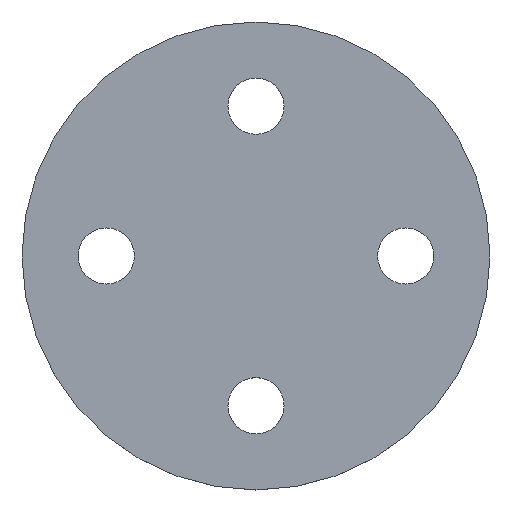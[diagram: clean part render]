
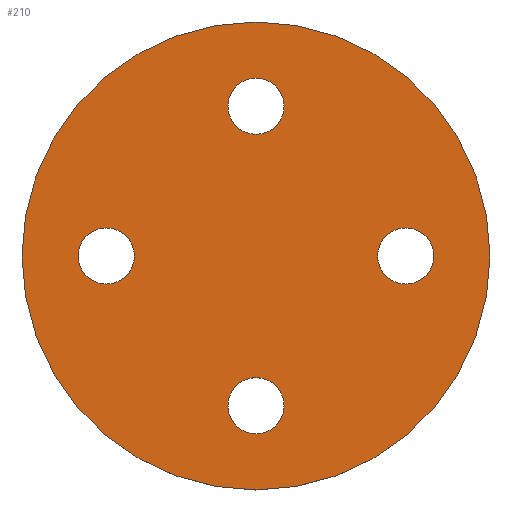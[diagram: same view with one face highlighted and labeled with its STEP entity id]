
A CAD part, top view. The second image highlights one B-rep face of the part: STEP entity #210.
In plain terms, the highlighted planar face has unit normal (0, 0, 1).
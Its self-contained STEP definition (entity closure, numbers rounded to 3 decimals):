
#3 = CARTESIAN_POINT ( 'NONE',  ( -8., 0., 1. ) ) ;
#8 = FACE_BOUND ( 'NONE', #388, .T. ) ;
#9 = CIRCLE ( 'NONE', #59, 1.5 ) ;
#11 = CARTESIAN_POINT ( 'NONE',  ( 0., 0., 1. ) ) ;
#16 = CIRCLE ( 'NONE', #425, 1.5 ) ;
#17 = VERTEX_POINT ( 'NONE', #181 ) ;
#19 = VERTEX_POINT ( 'NONE', #323 ) ;
#24 = ORIENTED_EDGE ( 'NONE', *, *, #396, .F. ) ;
#33 = ORIENTED_EDGE ( 'NONE', *, *, #49, .F. ) ;
#47 = DIRECTION ( 'NONE',  ( 1., 0., 0. ) ) ;
#48 = AXIS2_PLACEMENT_3D ( 'NONE', #184, #254, #397 ) ;
#49 = EDGE_CURVE ( 'NONE', #19, #165, #16, .T. ) ;
#52 = DIRECTION ( 'NONE',  ( 1., 0., 0. ) ) ;
#54 = CARTESIAN_POINT ( 'NONE',  ( 8., 0., 1. ) ) ;
#56 = DIRECTION ( 'NONE',  ( 1., 0., 0. ) ) ;
#59 = AXIS2_PLACEMENT_3D ( 'NONE', #373, #271, #52 ) ;
#64 = VERTEX_POINT ( 'NONE', #264 ) ;
#69 = EDGE_CURVE ( 'NONE', #355, #427, #201, .T. ) ;
#71 = CIRCLE ( 'NONE', #48, 1.5 ) ;
#72 = AXIS2_PLACEMENT_3D ( 'NONE', #172, #164, #56 ) ;
#79 = DIRECTION ( 'NONE',  ( 0., 0., 1. ) ) ;
#86 = CARTESIAN_POINT ( 'NONE',  ( -8., 0., 1. ) ) ;
#93 = AXIS2_PLACEMENT_3D ( 'NONE', #250, #136, #331 ) ;
#99 = ORIENTED_EDGE ( 'NONE', *, *, #102, .F. ) ;
#102 = EDGE_CURVE ( 'NONE', #122, #132, #71, .T. ) ;
#106 = AXIS2_PLACEMENT_3D ( 'NONE', #54, #156, #309 ) ;
#109 = EDGE_CURVE ( 'NONE', #418, #64, #267, .T. ) ;
#122 = VERTEX_POINT ( 'NONE', #175 ) ;
#125 = ORIENTED_EDGE ( 'NONE', *, *, #244, .T. ) ;
#128 = AXIS2_PLACEMENT_3D ( 'NONE', #155, #304, #194 ) ;
#132 = VERTEX_POINT ( 'NONE', #466 ) ;
#136 = DIRECTION ( 'NONE',  ( 0., 0., 1. ) ) ;
#137 = EDGE_CURVE ( 'NONE', #132, #122, #229, .T. ) ;
#145 = AXIS2_PLACEMENT_3D ( 'NONE', #262, #79, #213 ) ;
#147 = FACE_OUTER_BOUND ( 'NONE', #349, .T. ) ;
#155 = CARTESIAN_POINT ( 'NONE',  ( 0., 0., 1. ) ) ;
#156 = DIRECTION ( 'NONE',  ( 0., 0., 1. ) ) ;
#164 = DIRECTION ( 'NONE',  ( 0., 0., 1. ) ) ;
#165 = VERTEX_POINT ( 'NONE', #337 ) ;
#170 = CIRCLE ( 'NONE', #442, 1.5 ) ;
#171 = ORIENTED_EDGE ( 'NONE', *, *, #137, .F. ) ;
#172 = CARTESIAN_POINT ( 'NONE',  ( 0., 8., 1. ) ) ;
#174 = EDGE_LOOP ( 'NONE', ( #296, #33 ) ) ;
#175 = CARTESIAN_POINT ( 'NONE',  ( 1.5, -8., 1. ) ) ;
#176 = EDGE_CURVE ( 'NONE', #203, #17, #9, .T. ) ;
#181 = CARTESIAN_POINT ( 'NONE',  ( 9.5, 0., 1. ) ) ;
#184 = CARTESIAN_POINT ( 'NONE',  ( 0., -8., 1. ) ) ;
#185 = AXIS2_PLACEMENT_3D ( 'NONE', #11, #341, #192 ) ;
#192 = DIRECTION ( 'NONE',  ( 1., 0., 0. ) ) ;
#194 = DIRECTION ( 'NONE',  ( 1., 0., 0. ) ) ;
#201 = CIRCLE ( 'NONE', #145, 1.5 ) ;
#203 = VERTEX_POINT ( 'NONE', #340 ) ;
#210 = ADVANCED_FACE ( 'NONE', ( #8, #306, #416, #445, #147 ), #370, .T. ) ;
#211 = ORIENTED_EDGE ( 'NONE', *, *, #289, .F. ) ;
#213 = DIRECTION ( 'NONE',  ( 1., 0., 0. ) ) ;
#218 = DIRECTION ( 'NONE',  ( 0., 0., 1. ) ) ;
#229 = CIRCLE ( 'NONE', #93, 1.5 ) ;
#230 = EDGE_LOOP ( 'NONE', ( #365, #211 ) ) ;
#231 = DIRECTION ( 'NONE',  ( 0., 0., 1. ) ) ;
#232 = CARTESIAN_POINT ( 'NONE',  ( 12.5, 0., 1. ) ) ;
#236 = CIRCLE ( 'NONE', #128, 12.5 ) ;
#239 = EDGE_LOOP ( 'NONE', ( #171, #99 ) ) ;
#244 = EDGE_CURVE ( 'NONE', #64, #418, #236, .T. ) ;
#250 = CARTESIAN_POINT ( 'NONE',  ( 0., -8., 1. ) ) ;
#254 = DIRECTION ( 'NONE',  ( 0., 0., 1. ) ) ;
#258 = CARTESIAN_POINT ( 'NONE',  ( 0., 0., 1. ) ) ;
#262 = CARTESIAN_POINT ( 'NONE',  ( 0., 8., 1. ) ) ;
#264 = CARTESIAN_POINT ( 'NONE',  ( -12.5, 0., 1. ) ) ;
#267 = CIRCLE ( 'NONE', #446, 12.5 ) ;
#271 = DIRECTION ( 'NONE',  ( 0., 0., 1. ) ) ;
#286 = CIRCLE ( 'NONE', #72, 1.5 ) ;
#289 = EDGE_CURVE ( 'NONE', #17, #203, #459, .T. ) ;
#296 = ORIENTED_EDGE ( 'NONE', *, *, #319, .F. ) ;
#300 = DIRECTION ( 'NONE',  ( 1., 0., 0. ) ) ;
#304 = DIRECTION ( 'NONE',  ( 0., 0., 1. ) ) ;
#306 = FACE_BOUND ( 'NONE', #174, .T. ) ;
#309 = DIRECTION ( 'NONE',  ( 1., 0., 0. ) ) ;
#319 = EDGE_CURVE ( 'NONE', #165, #19, #170, .T. ) ;
#323 = CARTESIAN_POINT ( 'NONE',  ( -6.5, 0., 1. ) ) ;
#324 = DIRECTION ( 'NONE',  ( 0., 0., 1. ) ) ;
#331 = DIRECTION ( 'NONE',  ( 1., 0., 0. ) ) ;
#337 = CARTESIAN_POINT ( 'NONE',  ( -9.5, 0., 1. ) ) ;
#340 = CARTESIAN_POINT ( 'NONE',  ( 6.5, 0., 1. ) ) ;
#341 = DIRECTION ( 'NONE',  ( 0., 0., 1. ) ) ;
#342 = ORIENTED_EDGE ( 'NONE', *, *, #109, .T. ) ;
#349 = EDGE_LOOP ( 'NONE', ( #125, #342 ) ) ;
#355 = VERTEX_POINT ( 'NONE', #429 ) ;
#364 = DIRECTION ( 'NONE',  ( 1., 0., 0. ) ) ;
#365 = ORIENTED_EDGE ( 'NONE', *, *, #176, .F. ) ;
#370 = PLANE ( 'NONE',  #185 ) ;
#373 = CARTESIAN_POINT ( 'NONE',  ( 8., 0., 1. ) ) ;
#383 = ORIENTED_EDGE ( 'NONE', *, *, #69, .F. ) ;
#387 = CARTESIAN_POINT ( 'NONE',  ( 1.5, 8., 1. ) ) ;
#388 = EDGE_LOOP ( 'NONE', ( #383, #24 ) ) ;
#396 = EDGE_CURVE ( 'NONE', #427, #355, #286, .T. ) ;
#397 = DIRECTION ( 'NONE',  ( 1., 0., 0. ) ) ;
#416 = FACE_BOUND ( 'NONE', #239, .T. ) ;
#418 = VERTEX_POINT ( 'NONE', #232 ) ;
#425 = AXIS2_PLACEMENT_3D ( 'NONE', #3, #218, #300 ) ;
#427 = VERTEX_POINT ( 'NONE', #387 ) ;
#429 = CARTESIAN_POINT ( 'NONE',  ( -1.5, 8., 1. ) ) ;
#442 = AXIS2_PLACEMENT_3D ( 'NONE', #86, #231, #47 ) ;
#445 = FACE_BOUND ( 'NONE', #230, .T. ) ;
#446 = AXIS2_PLACEMENT_3D ( 'NONE', #258, #324, #364 ) ;
#459 = CIRCLE ( 'NONE', #106, 1.5 ) ;
#466 = CARTESIAN_POINT ( 'NONE',  ( -1.5, -8., 1. ) ) ;
